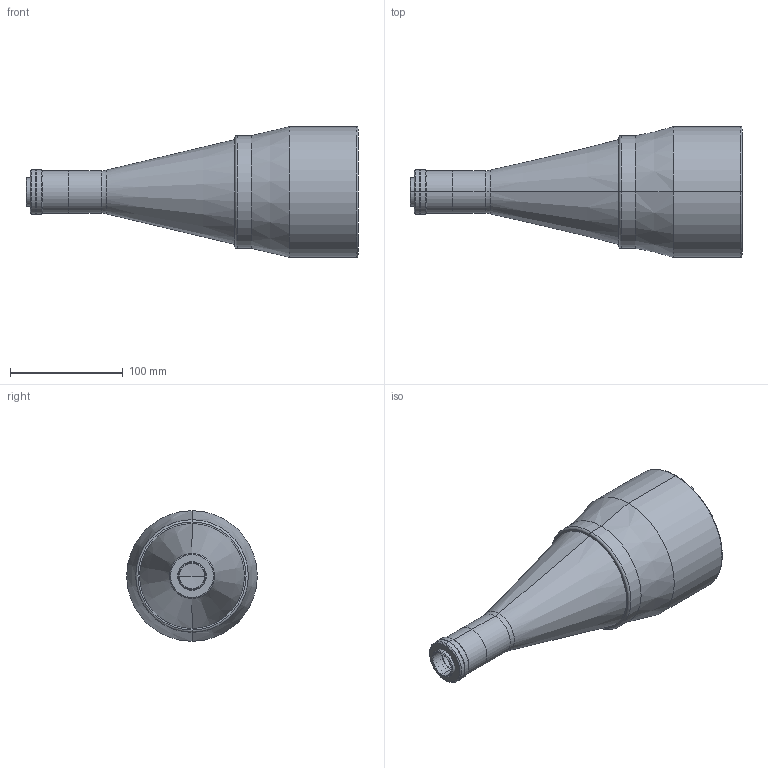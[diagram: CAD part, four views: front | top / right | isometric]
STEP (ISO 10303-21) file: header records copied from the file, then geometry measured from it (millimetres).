
FILE_DESCRIPTION (( 'STEP AP203' ), '1' );
FILE_NAME ('TC23080.STEP', '2011-02-17T09:03:22', ( 'Opto Engineering' ), ( 'Opto Engineering' ), 'SwSTEP 2.0', 'SolidWorks 2010', '' );
FILE_SCHEMA (( 'CONFIG_CONTROL_DESIGN' ));
Length unit declared in the file: millimetre
Products named in the file (1): TC23080
Bounding box: 294.8 x 116 x 116 mm (x, y, z)
Surface area: 100124.5 mm2 (no closed solid volume)
Topology: 0 solids, 10 shells, 70 faces, 192 edges, 136 vertices
Faces by surface type: cylinder 26, plane 21, cone 15, torus 6, sphere 2
Entity records: 2389 total; most frequent: DIRECTION 463, CARTESIAN_POINT 411, ORIENTED_EDGE 316, AXIS2_PLACEMENT_3D 204, EDGE_CURVE 192, VERTEX_POINT 136, CIRCLE 133, EDGE_LOOP 95
